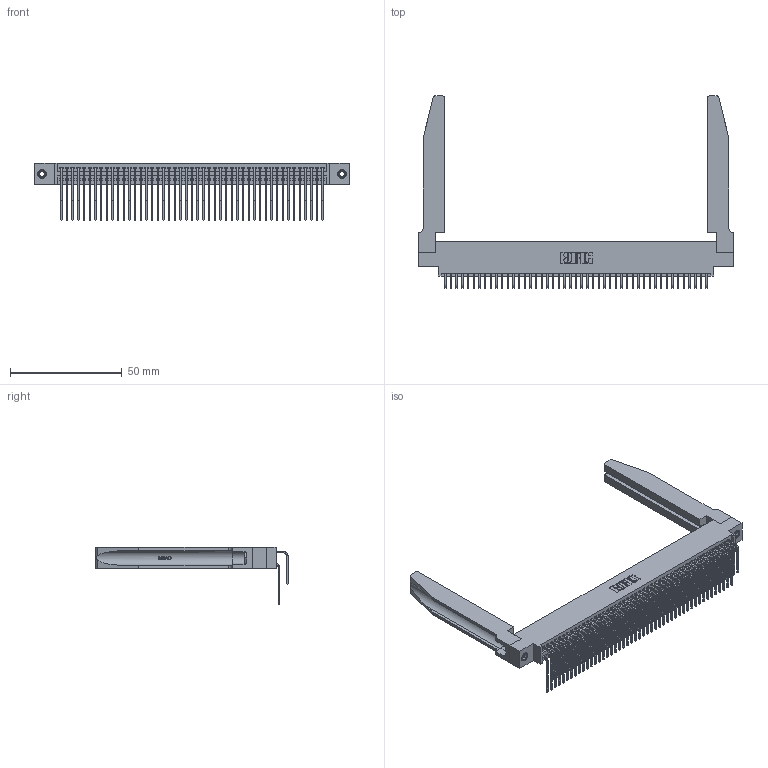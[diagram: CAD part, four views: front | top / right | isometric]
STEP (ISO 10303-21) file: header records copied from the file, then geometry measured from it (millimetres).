
FILE_DESCRIPTION (( 'STEP AP203' ), '1' );
FILE_NAME ('345-094-559-878.STEP', '2019-11-02T06:12:18', ( '' ), ( '' ), 'SwSTEP 2.0', 'SolidWorks 2016', '' );
FILE_SCHEMA (( 'CONFIG_CONTROL_DESIGN' ));
Length unit declared in the file: inch
Products named in the file (6): 345-094-559-878; 345-250-001_345-250-001-102; 345-292-001_558 559 Tail - 1; 345 Part_0.170 Offset - 0.156 Dia-TH; 345-220-078_345-220-078; 345-292-001_559 Tail - 2
Assembly tree (99 placements, depth 2):
  345-094-559-878
    345 Part_0.170 Offset - 0.156 Dia-TH
    345-292-001_558 559 Tail - 1  x47
    345-292-001_559 Tail - 2  x47
    345-250-001_345-250-001-102  x2
    345-220-078_345-220-078  x2
Bounding box: 140.61 x 85.84 x 25.53 mm (x, y, z)
Volume: 21905.1 mm3; surface area: 30522.1 mm2
Topology: 99 solids, 99 shells, 5252 faces, 15531 edges, 10218 vertices
Faces by surface type: plane 3516, cylinder 1684, bspline 36, cone 12, torus 4
Entity records: 42728 total; most frequent: CARTESIAN_POINT 8122, ORIENTED_EDGE 6902, DIRECTION 6121, EDGE_CURVE 3451, VECTOR 2997, LINE 2997, VERTEX_POINT 2292, AXIS2_PLACEMENT_3D 1562
